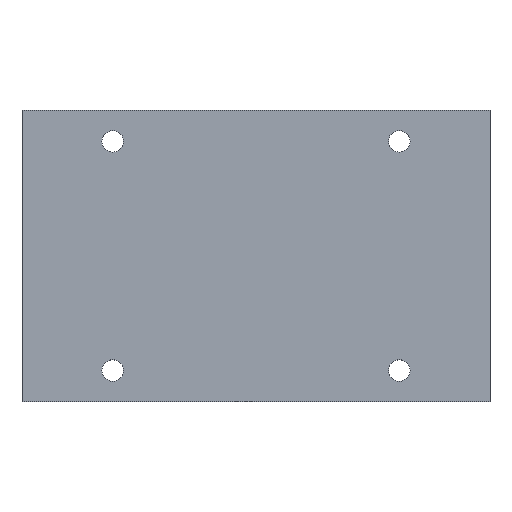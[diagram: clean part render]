
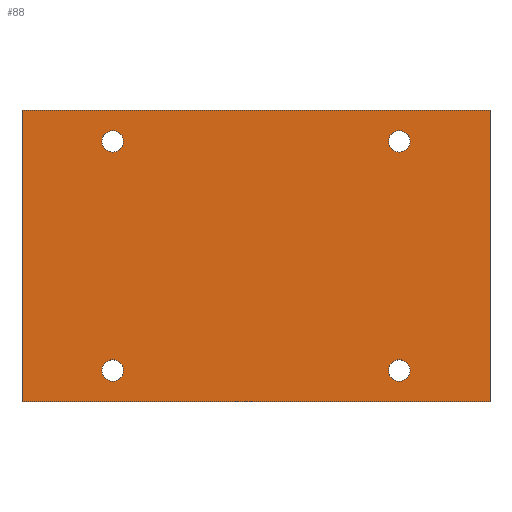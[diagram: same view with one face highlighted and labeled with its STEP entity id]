
A CAD part, top view. The second image highlights one B-rep face of the part: STEP entity #88.
In plain terms, the highlighted planar face has unit normal (0, 0, 1).
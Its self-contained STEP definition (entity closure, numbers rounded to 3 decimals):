
#88=ADVANCED_FACE('',(#203,#204,#205,#206,#207),#208,.F.);
#203=FACE_OUTER_BOUND('',#336,.T.);
#204=FACE_BOUND('',#337,.T.);
#205=FACE_BOUND('',#338,.T.);
#206=FACE_BOUND('',#339,.T.);
#207=FACE_BOUND('',#340,.T.);
#208=PLANE('',#341);
#336=EDGE_LOOP('',(#509,#510,#511,#512));
#337=EDGE_LOOP('',(#513));
#338=EDGE_LOOP('',(#514));
#339=EDGE_LOOP('',(#515));
#340=EDGE_LOOP('',(#516));
#341=AXIS2_PLACEMENT_3D('',#517,#518,#519);
#509=ORIENTED_EDGE('',*,*,#633,.F.);
#510=ORIENTED_EDGE('',*,*,#600,.F.);
#511=ORIENTED_EDGE('',*,*,#650,.F.);
#512=ORIENTED_EDGE('',*,*,#647,.F.);
#513=ORIENTED_EDGE('',*,*,#622,.F.);
#514=ORIENTED_EDGE('',*,*,#639,.F.);
#515=ORIENTED_EDGE('',*,*,#651,.F.);
#516=ORIENTED_EDGE('',*,*,#645,.F.);
#517=CARTESIAN_POINT('',(0.,0.,-111.0));
#518=DIRECTION('',(0.,0.,-1.0));
#519=DIRECTION('',(0.0,-1.0,0.));
#600=EDGE_CURVE('',#677,#679,#680,.T.);
#622=EDGE_CURVE('',#711,#711,#712,.T.);
#633=EDGE_CURVE('',#679,#730,#731,.T.);
#639=EDGE_CURVE('',#737,#737,#738,.T.);
#645=EDGE_CURVE('',#746,#746,#747,.T.);
#647=EDGE_CURVE('',#730,#749,#750,.T.);
#650=EDGE_CURVE('',#749,#677,#753,.T.);
#651=EDGE_CURVE('',#754,#754,#755,.T.);
#677=VERTEX_POINT('',#817);
#679=VERTEX_POINT('',#820);
#680=LINE('',#821,#822);
#711=VERTEX_POINT('',#920);
#712=CIRCLE('',#921,4.5);
#730=VERTEX_POINT('',#942);
#731=LINE('',#943,#944);
#737=VERTEX_POINT('',#951);
#738=CIRCLE('',#952,4.5);
#746=VERTEX_POINT('',#960);
#747=CIRCLE('',#961,4.5);
#749=VERTEX_POINT('',#963);
#750=LINE('',#964,#965);
#753=LINE('',#969,#970);
#754=VERTEX_POINT('',#971);
#755=CIRCLE('',#972,4.5);
#817=CARTESIAN_POINT('',(-98.0,61.,-111.0));
#820=CARTESIAN_POINT('',(98.0,61.,-111.0));
#821=CARTESIAN_POINT('',(0.,61.,-111.0));
#822=VECTOR('',#1029,1.0);
#920=CARTESIAN_POINT('',(60.0,52.5,-111.));
#921=AXIS2_PLACEMENT_3D('',#1058,#1059,#1060);
#942=CARTESIAN_POINT('',(98.0,-61.,-111.0));
#943=CARTESIAN_POINT('',(98.0,0.,-111.0));
#944=VECTOR('',#1079,1.0);
#951=CARTESIAN_POINT('',(-60.0,52.5,-111.));
#952=AXIS2_PLACEMENT_3D('',#1084,#1085,#1086);
#960=CARTESIAN_POINT('',(-60.0,-43.5,-111.));
#961=AXIS2_PLACEMENT_3D('',#1093,#1094,#1095);
#963=CARTESIAN_POINT('',(-98.0,-61.,-111.0));
#964=CARTESIAN_POINT('',(0.,-61.,-111.0));
#965=VECTOR('',#1096,1.0);
#969=CARTESIAN_POINT('',(-98.0,0.,-111.0));
#970=VECTOR('',#1098,1.0);
#971=CARTESIAN_POINT('',(60.0,-43.5,-111.));
#972=AXIS2_PLACEMENT_3D('',#1099,#1100,#1101);
#1029=DIRECTION('',(1.0,0.,0.));
#1058=CARTESIAN_POINT('',(60.0,48.,-111.));
#1059=DIRECTION('',(0.,0.,1.0));
#1060=DIRECTION('',(0.,1.0,0.));
#1079=DIRECTION('',(0.,-1.0,0.));
#1084=CARTESIAN_POINT('',(-60.0,48.,-111.));
#1085=DIRECTION('',(0.,0.,1.0));
#1086=DIRECTION('',(0.,1.0,0.));
#1093=CARTESIAN_POINT('',(-60.0,-48.,-111.));
#1094=DIRECTION('',(0.,0.,1.0));
#1095=DIRECTION('',(0.,1.0,0.));
#1096=DIRECTION('',(-1.0,0.,0.));
#1098=DIRECTION('',(0.,1.0,0.));
#1099=CARTESIAN_POINT('',(60.0,-48.,-111.));
#1100=DIRECTION('',(0.,0.,1.0));
#1101=DIRECTION('',(0.,1.0,0.));
